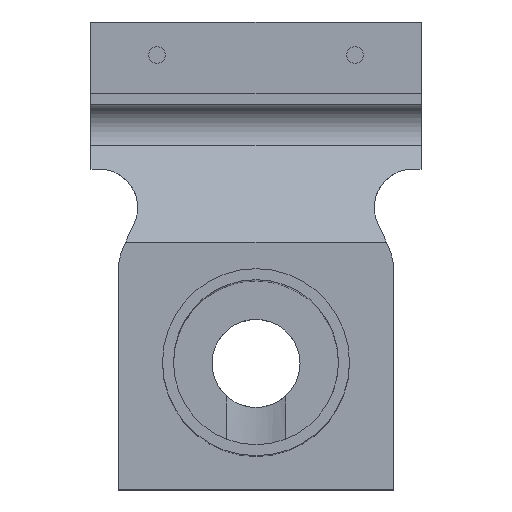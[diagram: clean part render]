
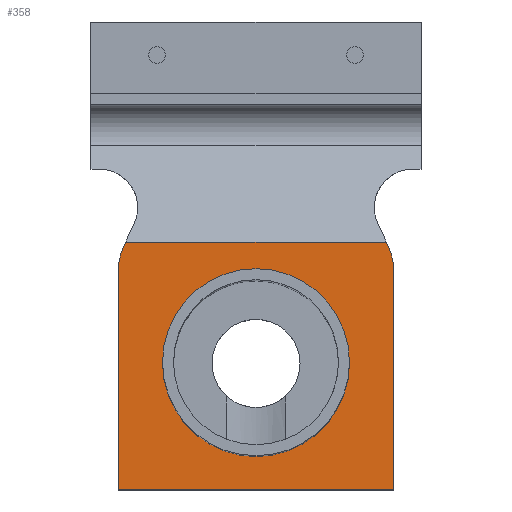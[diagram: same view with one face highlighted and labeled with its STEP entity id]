
A CAD part, top view. The second image highlights one B-rep face of the part: STEP entity #358.
In plain terms, the highlighted planar face has unit normal (0, 0, 1).
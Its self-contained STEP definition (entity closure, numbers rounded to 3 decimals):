
#63 = CIRCLE ( 'NONE', #516, 10. ) ;
#69 = CARTESIAN_POINT ( 'NONE',  ( 15., 40., 0. ) ) ;
#83 = VERTEX_POINT ( 'NONE', #1222 ) ;
#107 = EDGE_CURVE ( 'NONE', #1108, #83, #63, .T. ) ;
#124 = VERTEX_POINT ( 'NONE', #682 ) ;
#125 = EDGE_CURVE ( 'NONE', #998, #1069, #679, .T. ) ;
#137 = CARTESIAN_POINT ( 'NONE',  ( 23.702, 45., 0. ) ) ;
#149 = CARTESIAN_POINT ( 'NONE',  ( 0., 45., 0. ) ) ;
#173 = CARTESIAN_POINT ( 'NONE',  ( 25., 0., 0. ) ) ;
#178 = CARTESIAN_POINT ( 'NONE',  ( -23.702, 45., 0. ) ) ;
#206 = CARTESIAN_POINT ( 'NONE',  ( 0., 23., 0. ) ) ;
#244 = FACE_BOUND ( 'NONE', #816, .T. ) ;
#249 = ORIENTED_EDGE ( 'NONE', *, *, #125, .F. ) ;
#257 = VECTOR ( 'NONE', #543, 1000. ) ;
#294 = VECTOR ( 'NONE', #666, 1000. ) ;
#315 = VECTOR ( 'NONE', #1148, 1000. ) ;
#322 = ORIENTED_EDGE ( 'NONE', *, *, #326, .T. ) ;
#326 = EDGE_CURVE ( 'NONE', #83, #745, #522, .T. ) ;
#358 = ADVANCED_FACE ( 'NONE', ( #244, #1203 ), #829, .T. ) ;
#368 = ORIENTED_EDGE ( 'NONE', *, *, #425, .F. ) ;
#383 = EDGE_CURVE ( 'NONE', #745, #1017, #1022, .T. ) ;
#394 = CARTESIAN_POINT ( 'NONE',  ( -15., 40., 0. ) ) ;
#419 = DIRECTION ( 'NONE',  ( 1., 0., 0. ) ) ;
#425 = EDGE_CURVE ( 'NONE', #530, #998, #1028, .T. ) ;
#428 = DIRECTION ( 'NONE',  ( 0., 0., 1. ) ) ;
#434 = CIRCLE ( 'NONE', #510, 17. ) ;
#452 = ORIENTED_EDGE ( 'NONE', *, *, #1096, .T. ) ;
#458 = CARTESIAN_POINT ( 'NONE',  ( -25., 40., 0. ) ) ;
#463 = LINE ( 'NONE', #173, #504 ) ;
#471 = CARTESIAN_POINT ( 'NONE',  ( -25., 0., 0. ) ) ;
#481 = ORIENTED_EDGE ( 'NONE', *, *, #1134, .F. ) ;
#497 = ORIENTED_EDGE ( 'NONE', *, *, #518, .F. ) ;
#504 = VECTOR ( 'NONE', #561, 1000. ) ;
#508 = DIRECTION ( 'NONE',  ( 1., 0., 0. ) ) ;
#510 = AXIS2_PLACEMENT_3D ( 'NONE', #206, #593, #508 ) ;
#516 = AXIS2_PLACEMENT_3D ( 'NONE', #69, #1083, #1088 ) ;
#518 = EDGE_CURVE ( 'NONE', #1069, #1017, #950, .T. ) ;
#522 = LINE ( 'NONE', #808, #977 ) ;
#530 = VERTEX_POINT ( 'NONE', #471 ) ;
#538 = AXIS2_PLACEMENT_3D ( 'NONE', #924, #428, #917 ) ;
#543 = DIRECTION ( 'NONE',  ( -1., 0., 0. ) ) ;
#554 = CARTESIAN_POINT ( 'NONE',  ( -24.063, 44.226, 0. ) ) ;
#561 = DIRECTION ( 'NONE',  ( 0., 1., 0. ) ) ;
#583 = ORIENTED_EDGE ( 'NONE', *, *, #107, .T. ) ;
#593 = DIRECTION ( 'NONE',  ( 0., 0., 1. ) ) ;
#631 = CARTESIAN_POINT ( 'NONE',  ( 0., 0., 0. ) ) ;
#666 = DIRECTION ( 'NONE',  ( 0., 1., 0. ) ) ;
#679 = CIRCLE ( 'NONE', #1201, 10. ) ;
#682 = CARTESIAN_POINT ( 'NONE',  ( 25., 0., 0. ) ) ;
#688 = DIRECTION ( 'NONE',  ( 0., 0., -1. ) ) ;
#702 = EDGE_CURVE ( 'NONE', #530, #124, #1115, .T. ) ;
#737 = CARTESIAN_POINT ( 'NONE',  ( 17., 23., 0. ) ) ;
#745 = VERTEX_POINT ( 'NONE', #137 ) ;
#808 = CARTESIAN_POINT ( 'NONE',  ( 36.705, 17.116, 0. ) ) ;
#816 = EDGE_LOOP ( 'NONE', ( #481 ) ) ;
#829 = PLANE ( 'NONE',  #538 ) ;
#853 = CARTESIAN_POINT ( 'NONE',  ( -25., 0., 0. ) ) ;
#870 = DIRECTION ( 'NONE',  ( 1., 0., 0. ) ) ;
#877 = CARTESIAN_POINT ( 'NONE',  ( 25., 40., 0. ) ) ;
#894 = ORIENTED_EDGE ( 'NONE', *, *, #702, .T. ) ;
#917 = DIRECTION ( 'NONE',  ( 1., 0., 0. ) ) ;
#924 = CARTESIAN_POINT ( 'NONE',  ( 0., 0., 0. ) ) ;
#950 = LINE ( 'NONE', #1142, #315 ) ;
#977 = VECTOR ( 'NONE', #1191, 1000. ) ;
#998 = VERTEX_POINT ( 'NONE', #458 ) ;
#1011 = ORIENTED_EDGE ( 'NONE', *, *, #383, .T. ) ;
#1017 = VERTEX_POINT ( 'NONE', #178 ) ;
#1022 = LINE ( 'NONE', #149, #257 ) ;
#1028 = LINE ( 'NONE', #853, #294 ) ;
#1069 = VERTEX_POINT ( 'NONE', #554 ) ;
#1083 = DIRECTION ( 'NONE',  ( 0., 0., 1. ) ) ;
#1088 = DIRECTION ( 'NONE',  ( 1., 0., 0. ) ) ;
#1096 = EDGE_CURVE ( 'NONE', #124, #1108, #463, .T. ) ;
#1108 = VERTEX_POINT ( 'NONE', #877 ) ;
#1115 = LINE ( 'NONE', #631, #1253 ) ;
#1118 = VERTEX_POINT ( 'NONE', #737 ) ;
#1134 = EDGE_CURVE ( 'NONE', #1118, #1118, #434, .T. ) ;
#1142 = CARTESIAN_POINT ( 'NONE',  ( -36.705, 17.116, 0. ) ) ;
#1148 = DIRECTION ( 'NONE',  ( 0.423, 0.906, 0. ) ) ;
#1191 = DIRECTION ( 'NONE',  ( -0.423, 0.906, 0. ) ) ;
#1201 = AXIS2_PLACEMENT_3D ( 'NONE', #394, #688, #870 ) ;
#1203 = FACE_OUTER_BOUND ( 'NONE', #1210, .T. ) ;
#1210 = EDGE_LOOP ( 'NONE', ( #322, #1011, #497, #249, #368, #894, #452, #583 ) ) ;
#1222 = CARTESIAN_POINT ( 'NONE',  ( 24.063, 44.226, 0. ) ) ;
#1253 = VECTOR ( 'NONE', #419, 1000. ) ;
